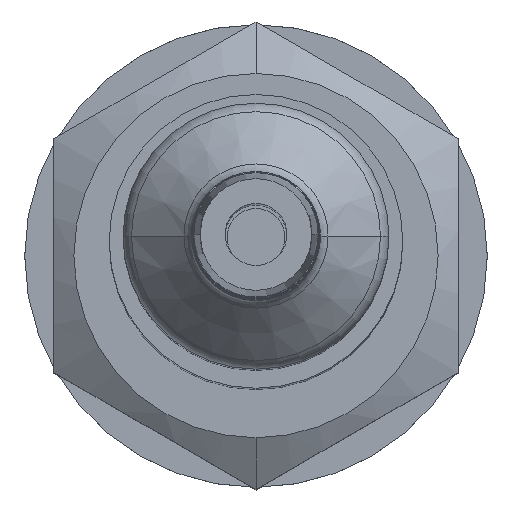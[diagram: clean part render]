
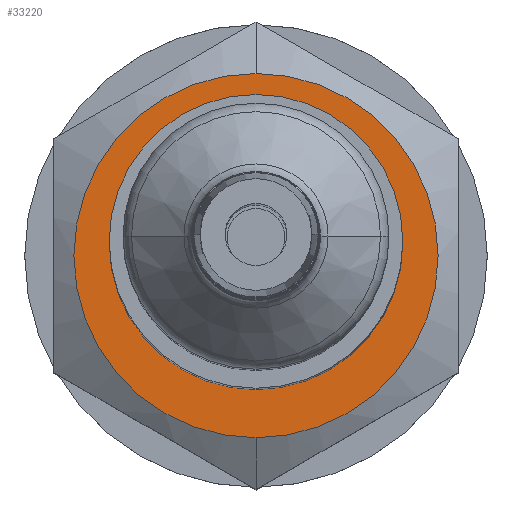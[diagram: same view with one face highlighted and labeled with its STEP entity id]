
A CAD part, top view. The second image highlights one B-rep face of the part: STEP entity #33220.
In plain terms, the highlighted planar face has unit normal (0, 0, 1).
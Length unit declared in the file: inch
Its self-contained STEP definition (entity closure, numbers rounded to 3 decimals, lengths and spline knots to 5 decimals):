
#32911=CARTESIAN_POINT('',(0.,0.,2.544));
#32912=DIRECTION('',(0.,0.,1.));
#32913=DIRECTION('',(-1.,0.,0.));
#32914=AXIS2_PLACEMENT_3D('',#32911,#32912,#32913);
#32916=CARTESIAN_POINT('',(0.,0.,2.544));
#32917=DIRECTION('',(0.,0.,1.));
#32918=DIRECTION('',(1.,0.,0.));
#32919=AXIS2_PLACEMENT_3D('',#32916,#32917,#32918);
#32921=CARTESIAN_POINT('',(0.,0.,2.544));
#32922=DIRECTION('',(0.,0.,1.));
#32923=DIRECTION('',(0.,1.,0.));
#32924=AXIS2_PLACEMENT_3D('',#32921,#32922,#32923);
#32926=CARTESIAN_POINT('',(0.,0.,2.544));
#32927=DIRECTION('',(0.,0.,1.));
#32928=DIRECTION('',(0.,-1.,0.));
#32929=AXIS2_PLACEMENT_3D('',#32926,#32927,#32928);
#33128=CARTESIAN_POINT('',(-1.65,0.,2.544));
#33130=VERTEX_POINT('',#33128);
#33132=CARTESIAN_POINT('',(1.65,0.,2.544));
#33134=VERTEX_POINT('',#33132);
#33135=CARTESIAN_POINT('',(0.,3.15,2.544));
#33137=VERTEX_POINT('',#33135);
#33143=CARTESIAN_POINT('',(0.,-3.15,2.544));
#33145=VERTEX_POINT('',#33143);
#33205=CARTESIAN_POINT('',(0.,0.,2.544));
#33206=DIRECTION('',(0.,0.,1.));
#33207=DIRECTION('',(1.,0.,0.));
#33208=AXIS2_PLACEMENT_3D('',#33205,#33206,#33207);
#33209=PLANE('',#33208);
#33211=ORIENTED_EDGE('',*,*,#33210,.F.);
#33213=ORIENTED_EDGE('',*,*,#33212,.F.);
#33214=EDGE_LOOP('',(#33211,#33213));
#33215=FACE_OUTER_BOUND('',#33214,.F.);
#33216=ORIENTED_EDGE('',*,*,#33187,.T.);
#33217=ORIENTED_EDGE('',*,*,#33198,.T.);
#33218=EDGE_LOOP('',(#33216,#33217));
#33219=FACE_BOUND('',#33218,.F.);
#33220=ADVANCED_FACE('',(#33215,#33219),#33209,.T.);
#32915=CIRCLE('',#32914,1.65);
#32920=CIRCLE('',#32919,1.65);
#32925=CIRCLE('',#32924,3.15);
#32930=CIRCLE('',#32929,3.15);
#33187=EDGE_CURVE('',#33130,#33134,#32915,.T.);
#33198=EDGE_CURVE('',#33134,#33130,#32920,.T.);
#33210=EDGE_CURVE('',#33137,#33145,#32925,.T.);
#33212=EDGE_CURVE('',#33145,#33137,#32930,.T.);
